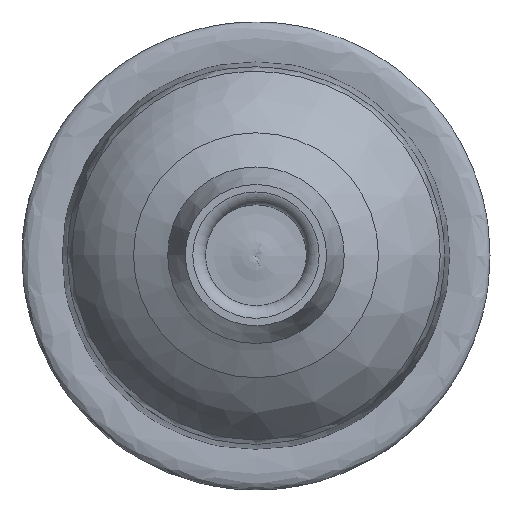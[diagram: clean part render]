
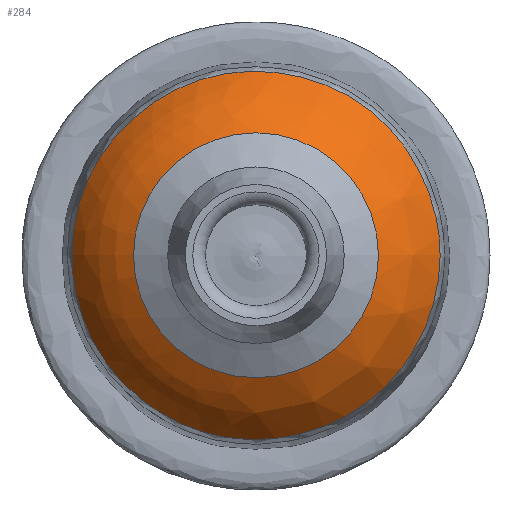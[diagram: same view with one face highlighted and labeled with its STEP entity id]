
A CAD part, top view. The second image highlights one B-rep face of the part: STEP entity #284.
In plain terms, the highlighted free-form (B-spline) face has degree [2, 2] with [3, 9] control points.
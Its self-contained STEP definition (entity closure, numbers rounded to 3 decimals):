
#44=CIRCLE('',#319,3.468);
#45=CIRCLE('',#320,4.5);
#71=FACE_OUTER_BOUND('',#93,.T.);
#93=EDGE_LOOP('',(#233,#234,#235,#236,#237));
#116=B_SPLINE_CURVE_WITH_KNOTS('',3,(#1755,#1756,#1757,#1758,#1759,#1760,
#1761),.UNSPECIFIED.,.F.,.F.,(4,1,1,1,4),(-6.283,-5.386,
-4.488,-3.59,-3.142),.UNSPECIFIED.);
#117=B_SPLINE_CURVE_WITH_KNOTS('',3,(#1762,#1763,#1764,#1765,#1766,#1767,
#1768),.UNSPECIFIED.,.F.,.F.,(4,1,1,1,4),(-3.142,-2.693,
-1.795,-0.898,0.),.UNSPECIFIED.);
#131=VERTEX_POINT('',#1741);
#133=VERTEX_POINT('',#1754);
#135=VERTEX_POINT('',#2118);
#165=EDGE_CURVE('',#131,#133,#116,.T.);
#166=EDGE_CURVE('',#133,#131,#117,.T.);
#169=EDGE_CURVE('',#135,#135,#44,.T.);
#170=EDGE_CURVE('',#135,#133,#45,.T.);
#233=ORIENTED_EDGE('',*,*,#169,.T.);
#234=ORIENTED_EDGE('',*,*,#170,.T.);
#235=ORIENTED_EDGE('',*,*,#165,.F.);
#236=ORIENTED_EDGE('',*,*,#166,.F.);
#237=ORIENTED_EDGE('',*,*,#170,.F.);
#268=(
BOUNDED_SURFACE()
B_SPLINE_SURFACE(2,2,((#2091,#2092,#2093,#2094,#2095,#2096,#2097,#2098,
#2099),(#2100,#2101,#2102,#2103,#2104,#2105,#2106,#2107,#2108),(#2109,#2110,
#2111,#2112,#2113,#2114,#2115,#2116,#2117)),.UNSPECIFIED.,.F.,.T.,.F.)
B_SPLINE_SURFACE_WITH_KNOTS((3,3),(3,2,2,2,3),(0.522,1.072),
(-3.142,-1.571,0.,1.571,3.142),
 .UNSPECIFIED.)
GEOMETRIC_REPRESENTATION_ITEM()
RATIONAL_B_SPLINE_SURFACE(((1.,0.707,1.,0.707,1.,
0.707,1.,0.707,1.),(0.962,0.681,
0.962,0.681,0.962,0.681,
0.962,0.681,0.962),(1.,0.707,
1.,0.707,1.,0.707,1.,0.707,1.)))
REPRESENTATION_ITEM('')
SURFACE()
);
#284=ADVANCED_FACE('',(#71),#268,.T.);
#319=AXIS2_PLACEMENT_3D('',#2119,#362,#363);
#320=AXIS2_PLACEMENT_3D('',#2120,#364,#365);
#362=DIRECTION('center_axis',(0.,0.,
-1.));
#363=DIRECTION('ref_axis',(1.,0.,0.));
#364=DIRECTION('center_axis',(0.,-1.,0.));
#365=DIRECTION('ref_axis',(-1.,0.,0.));
#1741=CARTESIAN_POINT('',(5.216,0.,11.491));
#1754=CARTESIAN_POINT('',(-5.211,0.001,11.491));
#1755=CARTESIAN_POINT('Ctrl Pts',(5.216,0.,
11.491));
#1756=CARTESIAN_POINT('Ctrl Pts',(5.216,-1.561,11.491));
#1757=CARTESIAN_POINT('Ctrl Pts',(3.724,-4.663,11.491));
#1758=CARTESIAN_POINT('Ctrl Pts',(-1.33,-5.827,11.491));
#1759=CARTESIAN_POINT('Ctrl Pts',(-4.702,-3.128,11.491));
#1760=CARTESIAN_POINT('Ctrl Pts',(-5.21,-0.781,
11.491));
#1761=CARTESIAN_POINT('Ctrl Pts',(-5.211,0.001,
11.491));
#1762=CARTESIAN_POINT('Ctrl Pts',(-5.211,0.001,
11.491));
#1763=CARTESIAN_POINT('Ctrl Pts',(-5.211,0.783,11.491));
#1764=CARTESIAN_POINT('Ctrl Pts',(-4.707,3.129,11.491));
#1765=CARTESIAN_POINT('Ctrl Pts',(-1.328,5.819,11.491));
#1766=CARTESIAN_POINT('Ctrl Pts',(3.725,4.668,11.491));
#1767=CARTESIAN_POINT('Ctrl Pts',(5.216,1.561,11.491));
#1768=CARTESIAN_POINT('Ctrl Pts',(5.216,0.,
11.491));
#2091=CARTESIAN_POINT('Ctrl Pts',(-5.216,0.,
11.491));
#2092=CARTESIAN_POINT('Ctrl Pts',(-5.216,5.216,11.491));
#2093=CARTESIAN_POINT('Ctrl Pts',(0.,5.216,
11.491));
#2094=CARTESIAN_POINT('Ctrl Pts',(5.216,5.216,11.491));
#2095=CARTESIAN_POINT('Ctrl Pts',(5.216,0.,
11.491));
#2096=CARTESIAN_POINT('Ctrl Pts',(5.216,-5.216,11.491));
#2097=CARTESIAN_POINT('Ctrl Pts',(0.,-5.216,
11.491));
#2098=CARTESIAN_POINT('Ctrl Pts',(-5.216,-5.216,11.491));
#2099=CARTESIAN_POINT('Ctrl Pts',(-5.216,0.,
11.491));
#2100=CARTESIAN_POINT('Ctrl Pts',(-4.583,0.,
12.592));
#2101=CARTESIAN_POINT('Ctrl Pts',(-4.583,4.583,12.592));
#2102=CARTESIAN_POINT('Ctrl Pts',(0.,4.583,
12.592));
#2103=CARTESIAN_POINT('Ctrl Pts',(4.583,4.583,12.592));
#2104=CARTESIAN_POINT('Ctrl Pts',(4.583,0.,
12.592));
#2105=CARTESIAN_POINT('Ctrl Pts',(4.583,-4.583,12.592));
#2106=CARTESIAN_POINT('Ctrl Pts',(0.,-4.583,
12.592));
#2107=CARTESIAN_POINT('Ctrl Pts',(-4.583,-4.583,12.592));
#2108=CARTESIAN_POINT('Ctrl Pts',(-4.583,0.,
12.592));
#2109=CARTESIAN_POINT('Ctrl Pts',(-3.468,0.,
13.199));
#2110=CARTESIAN_POINT('Ctrl Pts',(-3.468,3.468,13.199));
#2111=CARTESIAN_POINT('Ctrl Pts',(0.,3.468,
13.199));
#2112=CARTESIAN_POINT('Ctrl Pts',(3.468,3.468,13.199));
#2113=CARTESIAN_POINT('Ctrl Pts',(3.468,0.,
13.199));
#2114=CARTESIAN_POINT('Ctrl Pts',(3.468,-3.468,13.199));
#2115=CARTESIAN_POINT('Ctrl Pts',(0.,-3.468,
13.199));
#2116=CARTESIAN_POINT('Ctrl Pts',(-3.468,-3.468,13.199));
#2117=CARTESIAN_POINT('Ctrl Pts',(-3.468,0.,
13.199));
#2118=CARTESIAN_POINT('',(-3.468,0.,13.199));
#2119=CARTESIAN_POINT('Origin',(0.,0.,
13.199));
#2120=CARTESIAN_POINT('Origin',(-1.315,0.,
9.248));
